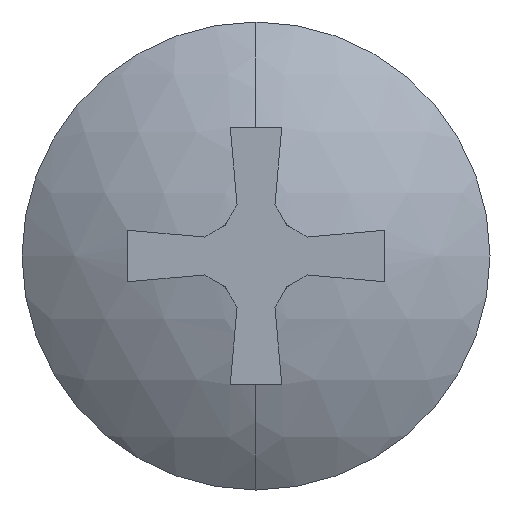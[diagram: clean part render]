
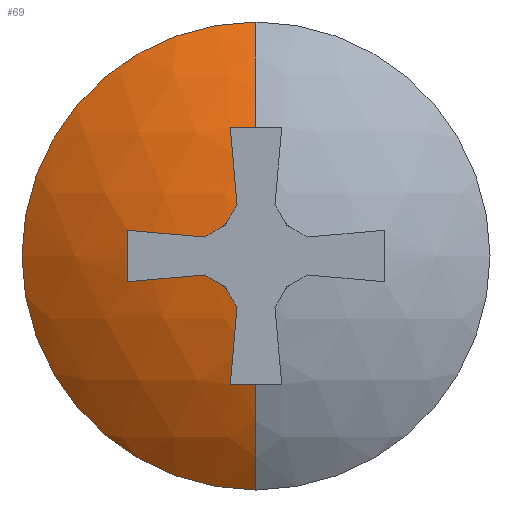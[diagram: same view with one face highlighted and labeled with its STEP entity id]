
A CAD part, left-side view. The second image highlights one B-rep face of the part: STEP entity #69.
In plain terms, the highlighted spherical face has radius 6.5 mm.
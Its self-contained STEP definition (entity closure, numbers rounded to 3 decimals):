
#69=ADVANCED_FACE('',(#161),#162,.T.);
#161=FACE_OUTER_BOUND('',#274,.T.);
#162=SPHERICAL_SURFACE('',#275,6.5);
#274=EDGE_LOOP('',(#409,#410,#411,#412,#413,#414,#415,#416,#417,#418,#419,#420,#421,#422,#423));
#275=AXIS2_PLACEMENT_3D('',#424,#425,#426);
#409=ORIENTED_EDGE('',*,*,#717,.F.);
#410=ORIENTED_EDGE('',*,*,#712,.F.);
#411=ORIENTED_EDGE('',*,*,#718,.F.);
#412=ORIENTED_EDGE('',*,*,#719,.F.);
#413=ORIENTED_EDGE('',*,*,#720,.T.);
#414=ORIENTED_EDGE('',*,*,#721,.T.);
#415=ORIENTED_EDGE('',*,*,#722,.T.);
#416=ORIENTED_EDGE('',*,*,#723,.T.);
#417=ORIENTED_EDGE('',*,*,#724,.T.);
#418=ORIENTED_EDGE('',*,*,#725,.T.);
#419=ORIENTED_EDGE('',*,*,#726,.T.);
#420=ORIENTED_EDGE('',*,*,#727,.T.);
#421=ORIENTED_EDGE('',*,*,#728,.T.);
#422=ORIENTED_EDGE('',*,*,#729,.T.);
#423=ORIENTED_EDGE('',*,*,#730,.T.);
#424=CARTESIAN_POINT('',(3.4,0.0,0.0));
#425=DIRECTION('',(0.0,0.0,1.0));
#426=DIRECTION('',(1.0,0.0,0.0));
#712=EDGE_CURVE('',#851,#854,#855,.T.);
#717=EDGE_CURVE('',#854,#862,#863,.T.);
#718=EDGE_CURVE('',#864,#851,#865,.T.);
#719=EDGE_CURVE('',#866,#864,#867,.T.);
#720=EDGE_CURVE('',#866,#868,#869,.T.);
#721=EDGE_CURVE('',#868,#870,#871,.T.);
#722=EDGE_CURVE('',#870,#872,#873,.T.);
#723=EDGE_CURVE('',#872,#874,#875,.T.);
#724=EDGE_CURVE('',#874,#876,#877,.T.);
#725=EDGE_CURVE('',#876,#878,#879,.T.);
#726=EDGE_CURVE('',#878,#880,#881,.T.);
#727=EDGE_CURVE('',#880,#882,#883,.T.);
#728=EDGE_CURVE('',#882,#884,#885,.T.);
#729=EDGE_CURVE('',#884,#886,#887,.T.);
#730=EDGE_CURVE('',#886,#862,#888,.T.);
#851=VERTEX_POINT('',#1046);
#854=VERTEX_POINT('',#1050);
#855=CIRCLE('',#1051,4.0);
#862=VERTEX_POINT('',#1059);
#863=CIRCLE('',#1060,6.5);
#864=VERTEX_POINT('',#1061);
#865=CIRCLE('',#1062,4.0);
#866=VERTEX_POINT('',#1063);
#867=CIRCLE('',#1064,6.5);
#868=VERTEX_POINT('',#1065);
#869=CIRCLE('',#1066,6.116);
#870=VERTEX_POINT('',#1067);
#871=CIRCLE('',#1068,6.495);
#872=VERTEX_POINT('',#1069);
#873=CIRCLE('',#1070,6.46);
#874=VERTEX_POINT('',#1071);
#875=CIRCLE('',#1072,6.46);
#876=VERTEX_POINT('',#1073);
#877=CIRCLE('',#1074,6.495);
#878=VERTEX_POINT('',#1075);
#879=CIRCLE('',#1076,6.116);
#880=VERTEX_POINT('',#1077);
#881=CIRCLE('',#1078,6.495);
#882=VERTEX_POINT('',#1079);
#883=CIRCLE('',#1080,6.46);
#884=VERTEX_POINT('',#1081);
#885=CIRCLE('',#1082,6.46);
#886=VERTEX_POINT('',#1083);
#887=CIRCLE('',#1084,6.495);
#888=CIRCLE('',#1085,6.116);
#1046=CARTESIAN_POINT('',(-1.723,4.0,0.0));
#1050=CARTESIAN_POINT('',(-1.723,0.,4.0));
#1051=AXIS2_PLACEMENT_3D('',#1279,#1280,#1281);
#1059=CARTESIAN_POINT('',(-2.716,0.,2.2));
#1060=AXIS2_PLACEMENT_3D('',#1289,#1290,#1291);
#1061=CARTESIAN_POINT('',(-1.723,0.,-4.0));
#1062=AXIS2_PLACEMENT_3D('',#1292,#1293,#1294);
#1063=CARTESIAN_POINT('',(-2.716,0.,-2.2));
#1064=AXIS2_PLACEMENT_3D('',#1295,#1296,#1297);
#1065=CARTESIAN_POINT('',(-2.701,0.44,-2.2));
#1066=AXIS2_PLACEMENT_3D('',#1298,#1299,#1300);
#1067=CARTESIAN_POINT('',(-3.032,0.325,-0.88));
#1068=AXIS2_PLACEMENT_3D('',#1301,#1302,#1303);
#1069=CARTESIAN_POINT('',(-3.057,0.528,-0.528));
#1070=AXIS2_PLACEMENT_3D('',#1304,#1305,#1306);
#1071=CARTESIAN_POINT('',(-3.032,0.88,-0.325));
#1072=AXIS2_PLACEMENT_3D('',#1307,#1308,#1309);
#1073=CARTESIAN_POINT('',(-2.701,2.2,-0.44));
#1074=AXIS2_PLACEMENT_3D('',#1310,#1311,#1312);
#1075=CARTESIAN_POINT('',(-2.701,2.2,0.44));
#1076=AXIS2_PLACEMENT_3D('',#1313,#1314,#1315);
#1077=CARTESIAN_POINT('',(-3.032,0.88,0.325));
#1078=AXIS2_PLACEMENT_3D('',#1316,#1317,#1318);
#1079=CARTESIAN_POINT('',(-3.057,0.528,0.528));
#1080=AXIS2_PLACEMENT_3D('',#1319,#1320,#1321);
#1081=CARTESIAN_POINT('',(-3.032,0.325,0.88));
#1082=AXIS2_PLACEMENT_3D('',#1322,#1323,#1324);
#1083=CARTESIAN_POINT('',(-2.701,0.44,2.2));
#1084=AXIS2_PLACEMENT_3D('',#1325,#1326,#1327);
#1085=AXIS2_PLACEMENT_3D('',#1328,#1329,#1330);
#1279=CARTESIAN_POINT('',(-1.723,0.0,0.0));
#1280=DIRECTION('',(1.0,0.0,0.0));
#1281=DIRECTION('',(0.0,1.0,0.0));
#1289=CARTESIAN_POINT('',(3.4,0.0,0.0));
#1290=DIRECTION('',(0.,-1.0,0.0));
#1291=DIRECTION('',(0.0,0.0,1.0));
#1292=CARTESIAN_POINT('',(-1.723,0.0,0.0));
#1293=DIRECTION('',(1.0,0.0,0.0));
#1294=DIRECTION('',(0.0,1.0,0.0));
#1295=CARTESIAN_POINT('',(3.4,0.0,0.0));
#1296=DIRECTION('',(0.,-1.0,0.0));
#1297=DIRECTION('',(0.0,0.0,1.0));
#1298=CARTESIAN_POINT('',(3.4,0.0,-2.2));
#1299=DIRECTION('',(0.,0.0,-1.0));
#1300=DIRECTION('',(0.0,-1.0,0.0));
#1301=CARTESIAN_POINT('',(3.4,0.246,0.021));
#1302=DIRECTION('',(0.,0.996,0.087));
#1303=DIRECTION('',(0.0,0.087,-0.996));
#1304=CARTESIAN_POINT('',(3.4,0.624,-0.361));
#1305=DIRECTION('',(0.,0.866,-0.5));
#1306=DIRECTION('',(0.0,-0.5,-0.866));
#1307=CARTESIAN_POINT('',(3.4,0.361,-0.624));
#1308=DIRECTION('',(0.,0.5,-0.866));
#1309=DIRECTION('',(0.0,-0.866,-0.5));
#1310=CARTESIAN_POINT('',(3.4,-0.021,-0.246));
#1311=DIRECTION('',(0.,-0.087,-0.996));
#1312=DIRECTION('',(0.0,-0.996,0.087));
#1313=CARTESIAN_POINT('',(3.4,2.2,0.0));
#1314=DIRECTION('',(0.0,1.0,0.0));
#1315=DIRECTION('',(0.0,0.0,-1.0));
#1316=CARTESIAN_POINT('',(3.4,-0.021,0.246));
#1317=DIRECTION('',(0.,-0.087,0.996));
#1318=DIRECTION('',(0.0,0.996,0.087));
#1319=CARTESIAN_POINT('',(3.4,0.361,0.624));
#1320=DIRECTION('',(0.,0.5,0.866));
#1321=DIRECTION('',(0.,0.866,-0.5));
#1322=CARTESIAN_POINT('',(3.4,0.624,0.361));
#1323=DIRECTION('',(0.,0.866,0.5));
#1324=DIRECTION('',(0.0,0.5,-0.866));
#1325=CARTESIAN_POINT('',(3.4,0.246,-0.021));
#1326=DIRECTION('',(0.,0.996,-0.087));
#1327=DIRECTION('',(0.0,-0.087,-0.996));
#1328=CARTESIAN_POINT('',(3.4,0.0,2.2));
#1329=DIRECTION('',(0.,0.0,1.0));
#1330=DIRECTION('',(0.0,1.0,-0.0));
